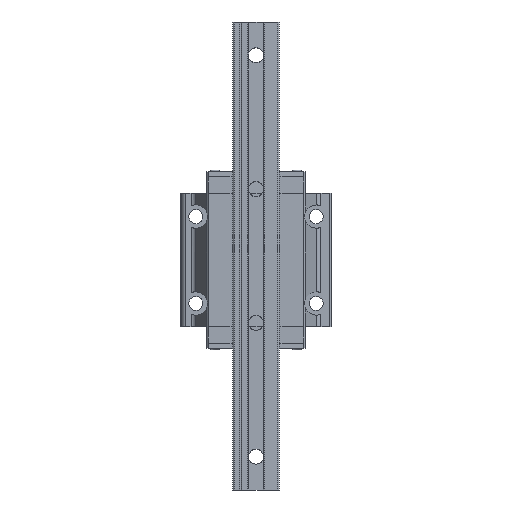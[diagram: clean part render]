
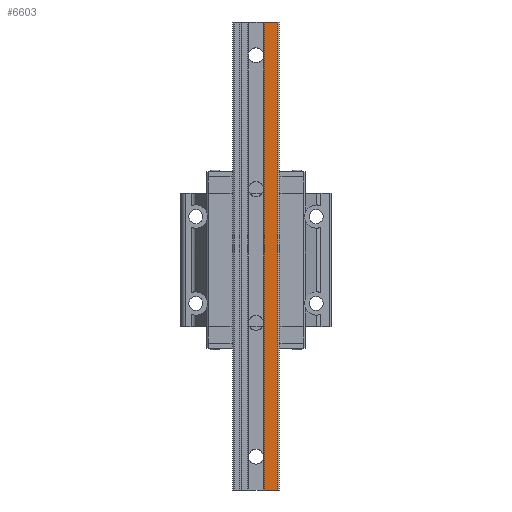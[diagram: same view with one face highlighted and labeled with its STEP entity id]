
A CAD part, front view. The second image highlights one B-rep face of the part: STEP entity #6603.
In plain terms, the highlighted planar face has unit normal (0, -1, 0).
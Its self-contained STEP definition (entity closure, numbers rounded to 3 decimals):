
#329 = DIRECTION ( 'NONE',  ( 1., 0., 0. ) ) ;
#606 = ORIENTED_EDGE ( 'NONE', *, *, #2431, .F. ) ;
#770 = CARTESIAN_POINT ( 'NONE',  ( 5., -23., -280. ) ) ;
#844 = FACE_OUTER_BOUND ( 'NONE', #3026, .T. ) ;
#847 = ORIENTED_EDGE ( 'NONE', *, *, #7043, .T. ) ;
#954 = VERTEX_POINT ( 'NONE', #2885 ) ;
#1260 = CARTESIAN_POINT ( 'NONE',  ( 5., -23., -280. ) ) ;
#1713 = VECTOR ( 'NONE', #329, 1000. ) ;
#1843 = VECTOR ( 'NONE', #3315, 1000. ) ;
#2311 = ORIENTED_EDGE ( 'NONE', *, *, #7464, .F. ) ;
#2431 = EDGE_CURVE ( 'NONE', #6994, #954, #8054, .T. ) ;
#2764 = DIRECTION ( 'NONE',  ( 0., 0., -1. ) ) ;
#2885 = CARTESIAN_POINT ( 'NONE',  ( 5., -23., 0. ) ) ;
#3026 = EDGE_LOOP ( 'NONE', ( #2311, #606, #847, #6373 ) ) ;
#3315 = DIRECTION ( 'NONE',  ( 1., 0., 0. ) ) ;
#3678 = DIRECTION ( 'NONE',  ( 0., -1., 0. ) ) ;
#4027 = LINE ( 'NONE', #1260, #1713 ) ;
#4118 = CARTESIAN_POINT ( 'NONE',  ( 13., -23., -280. ) ) ;
#4242 = CARTESIAN_POINT ( 'NONE',  ( 5., -23., 0. ) ) ;
#4583 = VECTOR ( 'NONE', #5417, 1000. ) ;
#4595 = CARTESIAN_POINT ( 'NONE',  ( 5., -23., -280. ) ) ;
#4697 = VECTOR ( 'NONE', #6219, 1000. ) ;
#4919 = VERTEX_POINT ( 'NONE', #7834 ) ;
#5154 = LINE ( 'NONE', #4242, #1843 ) ;
#5417 = DIRECTION ( 'NONE',  ( 0., 0., 1. ) ) ;
#5522 = PLANE ( 'NONE',  #6375 ) ;
#6219 = DIRECTION ( 'NONE',  ( 0., 0., 1. ) ) ;
#6357 = CARTESIAN_POINT ( 'NONE',  ( 13., -23., -280. ) ) ;
#6373 = ORIENTED_EDGE ( 'NONE', *, *, #7999, .T. ) ;
#6375 = AXIS2_PLACEMENT_3D ( 'NONE', #4595, #3678, #2764 ) ;
#6603 = ADVANCED_FACE ( 'NONE', ( #844 ), #5522, .T. ) ;
#6994 = VERTEX_POINT ( 'NONE', #770 ) ;
#7043 = EDGE_CURVE ( 'NONE', #6994, #8128, #4027, .T. ) ;
#7139 = CARTESIAN_POINT ( 'NONE',  ( 5., -23., -280. ) ) ;
#7268 = LINE ( 'NONE', #6357, #4583 ) ;
#7464 = EDGE_CURVE ( 'NONE', #954, #4919, #5154, .T. ) ;
#7834 = CARTESIAN_POINT ( 'NONE',  ( 13., -23., 0. ) ) ;
#7999 = EDGE_CURVE ( 'NONE', #8128, #4919, #7268, .T. ) ;
#8054 = LINE ( 'NONE', #7139, #4697 ) ;
#8128 = VERTEX_POINT ( 'NONE', #4118 ) ;
